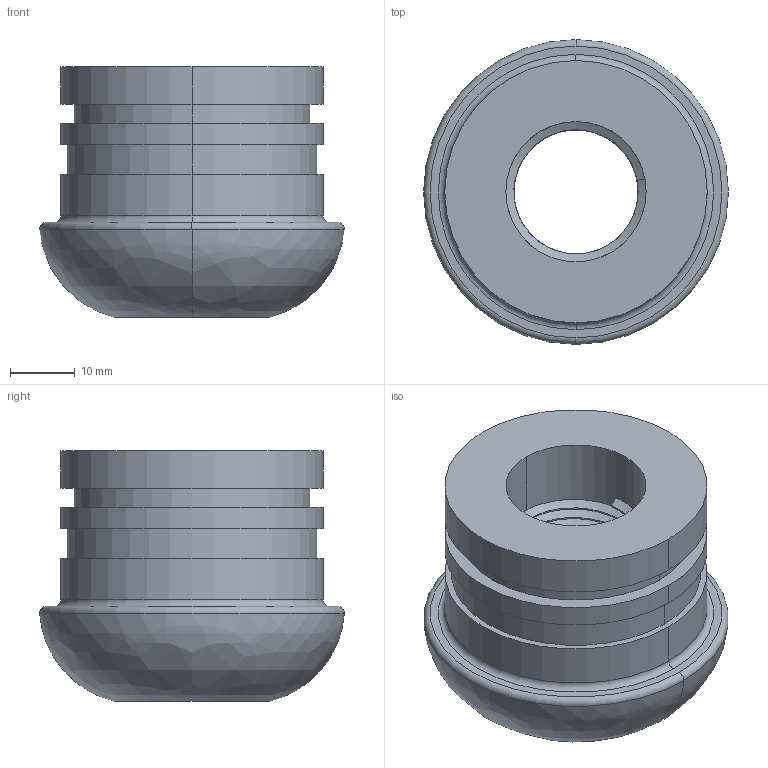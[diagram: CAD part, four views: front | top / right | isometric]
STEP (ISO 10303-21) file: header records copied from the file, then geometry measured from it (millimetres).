
FILE_DESCRIPTION((''),'2;1');
FILE_NAME('190839_ASM','2017-07-07T',('PDMAdmin'),('BANNER ENGINEERING'),'CREO PARAMETRIC BY PTC INC, 2016260','CREO PARAMETRIC BY PTC INC, 2016260','');
FILE_SCHEMA(('CONFIG_CONTROL_DESIGN'));
Length unit declared in the file: millimetre
Products named in the file (2): 157362; 190839_ASM
Assembly tree (1 placements, depth 2):
  190839_ASM
    157362
Bounding box: 46.92 x 46.92 x 38.64 mm (x, y, z)
Volume: 36142.9 mm3; surface area: 11282.7 mm2
Topology: 1 solids, 1 shells, 68 faces, 169 edges, 108 vertices
Faces by surface type: cylinder 39, bspline 14, plane 9, torus 6
Entity records: 6775 total; most frequent: CARTESIAN_POINT 5233, ORIENTED_EDGE 338, DIRECTION 255, EDGE_CURVE 169, VERTEX_POINT 108, AXIS2_PLACEMENT_3D 99, EDGE_LOOP 75, B_SPLINE_CURVE_WITH_KNOTS 70
